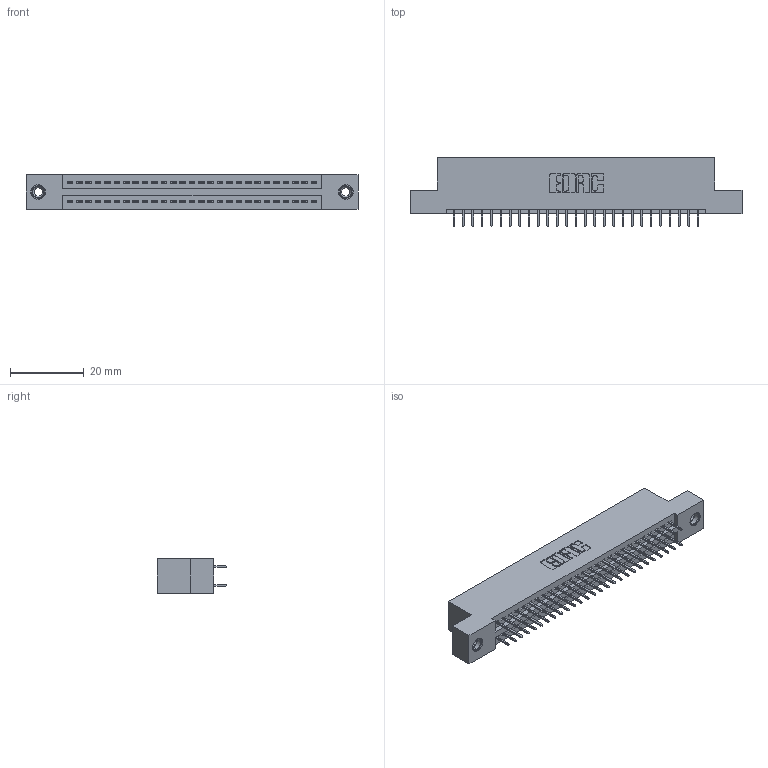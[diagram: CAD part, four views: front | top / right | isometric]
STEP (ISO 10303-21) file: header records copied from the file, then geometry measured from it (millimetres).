
FILE_DESCRIPTION (( 'STEP AP203' ), '1' );
FILE_NAME ('895-054-525-208.STEP', '2020-09-27T14:04:34', ( '' ), ( '' ), 'SwSTEP 2.0', 'SolidWorks 2020', '' );
FILE_SCHEMA (( 'CONFIG_CONTROL_DESIGN' ));
Length unit declared in the file: inch
Products named in the file (4): 895-054-525-208; 345-250-001_345-250-003-102; 845 Part_Flush Mounting Lugs - 0.156 Dia-TI; 345-292-001_345-293-125
Assembly tree (57 placements, depth 2):
  895-054-525-208
    845 Part_Flush Mounting Lugs - 0.156 Dia-TI
    345-292-001_345-293-125  x54
    345-250-001_345-250-003-102  x2
Bounding box: 89.79 x 18.72 x 9.4 mm (x, y, z)
Volume: 8487.6 mm3; surface area: 12001.1 mm2
Topology: 57 solids, 57 shells, 3102 faces, 8739 edges, 5602 vertices
Faces by surface type: plane 2218, cylinder 868, cone 12, torus 4
Entity records: 24464 total; most frequent: CARTESIAN_POINT 4095, ORIENTED_EDGE 4022, DIRECTION 3657, EDGE_CURVE 2011, LINE 1755, VECTOR 1755, VERTEX_POINT 1332, AXIS2_PLACEMENT_3D 951
